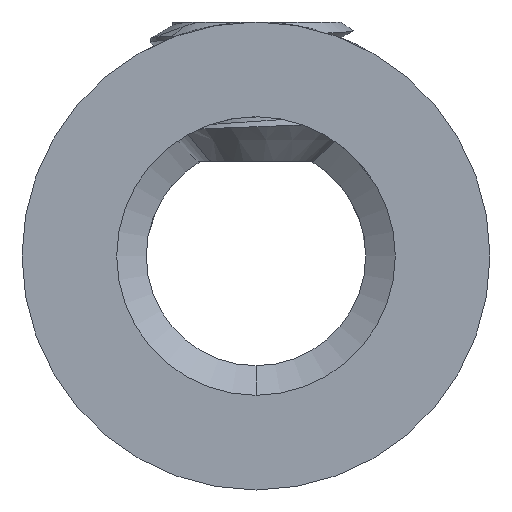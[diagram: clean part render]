
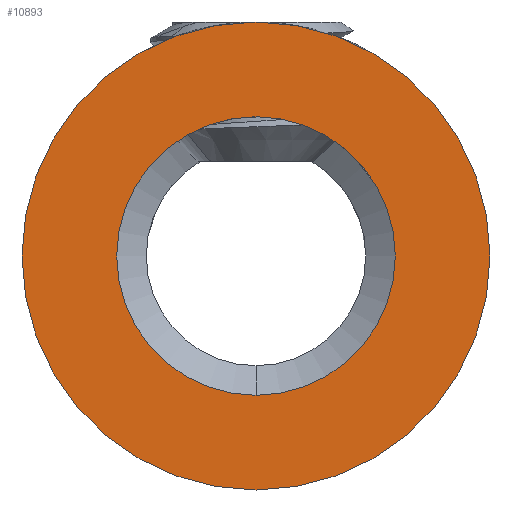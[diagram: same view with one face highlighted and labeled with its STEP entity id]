
A CAD part, front view. The second image highlights one B-rep face of the part: STEP entity #10893.
In plain terms, the highlighted planar face has unit normal (0, -1, 0).
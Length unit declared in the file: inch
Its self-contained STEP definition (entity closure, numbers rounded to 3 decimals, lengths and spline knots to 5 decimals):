
#158 = CARTESIAN_POINT ( 'NONE',  ( 0., 0., 0.21 ) ) ;
#271 = CARTESIAN_POINT ( 'NONE',  ( 0., 0., 0. ) ) ;
#668 = DIRECTION ( 'NONE',  ( 0., 0., 1. ) ) ;
#1297 = VERTEX_POINT ( 'NONE', #8741 ) ;
#1359 = CIRCLE ( 'NONE', #2020, 0.21 ) ;
#1525 = CARTESIAN_POINT ( 'NONE',  ( 0., 0., 0.125 ) ) ;
#1538 = AXIS2_PLACEMENT_3D ( 'NONE', #7426, #3190, #668 ) ;
#1679 = FACE_BOUND ( 'NONE', #10106, .T. ) ;
#2020 = AXIS2_PLACEMENT_3D ( 'NONE', #3039, #10704, #7392 ) ;
#2233 = FACE_OUTER_BOUND ( 'NONE', #8309, .T. ) ;
#2309 = EDGE_CURVE ( 'NONE', #10641, #9174, #1359, .T. ) ;
#2499 = ORIENTED_EDGE ( 'NONE', *, *, #8391, .F. ) ;
#2753 = EDGE_CURVE ( 'NONE', #1297, #9155, #8013, .T. ) ;
#3037 = AXIS2_PLACEMENT_3D ( 'NONE', #9635, #3813, #4555 ) ;
#3039 = CARTESIAN_POINT ( 'NONE',  ( 0., 0., 0. ) ) ;
#3074 = DIRECTION ( 'NONE',  ( 0., 0., -1. ) ) ;
#3190 = DIRECTION ( 'NONE',  ( 0., 1., 0. ) ) ;
#3213 = AXIS2_PLACEMENT_3D ( 'NONE', #271, #5573, #10548 ) ;
#3813 = DIRECTION ( 'NONE',  ( 0., -1., 0. ) ) ;
#3852 = DIRECTION ( 'NONE',  ( 0., -1., 0. ) ) ;
#3853 = AXIS2_PLACEMENT_3D ( 'NONE', #8839, #3852, #3074 ) ;
#4010 = ORIENTED_EDGE ( 'NONE', *, *, #2753, .F. ) ;
#4555 = DIRECTION ( 'NONE',  ( 0., 0., -1. ) ) ;
#4860 = EDGE_CURVE ( 'NONE', #9174, #10641, #6706, .T. ) ;
#5573 = DIRECTION ( 'NONE',  ( 0., 1., 0. ) ) ;
#5960 = ORIENTED_EDGE ( 'NONE', *, *, #2309, .F. ) ;
#5995 = CARTESIAN_POINT ( 'NONE',  ( 0., 0., -0.21 ) ) ;
#6156 = PLANE ( 'NONE',  #3213 ) ;
#6706 = CIRCLE ( 'NONE', #1538, 0.21 ) ;
#7392 = DIRECTION ( 'NONE',  ( 0., 0., 1. ) ) ;
#7426 = CARTESIAN_POINT ( 'NONE',  ( 0., 0., 0. ) ) ;
#8013 = CIRCLE ( 'NONE', #3037, 0.125 ) ;
#8309 = EDGE_LOOP ( 'NONE', ( #8803, #5960 ) ) ;
#8391 = EDGE_CURVE ( 'NONE', #9155, #1297, #9153, .T. ) ;
#8741 = CARTESIAN_POINT ( 'NONE',  ( 0., 0., -0.125 ) ) ;
#8803 = ORIENTED_EDGE ( 'NONE', *, *, #4860, .F. ) ;
#8839 = CARTESIAN_POINT ( 'NONE',  ( 0., 0., 0. ) ) ;
#9153 = CIRCLE ( 'NONE', #3853, 0.125 ) ;
#9155 = VERTEX_POINT ( 'NONE', #1525 ) ;
#9174 = VERTEX_POINT ( 'NONE', #5995 ) ;
#9635 = CARTESIAN_POINT ( 'NONE',  ( 0., 0., 0. ) ) ;
#10106 = EDGE_LOOP ( 'NONE', ( #4010, #2499 ) ) ;
#10548 = DIRECTION ( 'NONE',  ( 0., 0., 1. ) ) ;
#10641 = VERTEX_POINT ( 'NONE', #158 ) ;
#10704 = DIRECTION ( 'NONE',  ( 0., 1., 0. ) ) ;
#10893 = ADVANCED_FACE ( 'NONE', ( #1679, #2233 ), #6156, .F. ) ;
